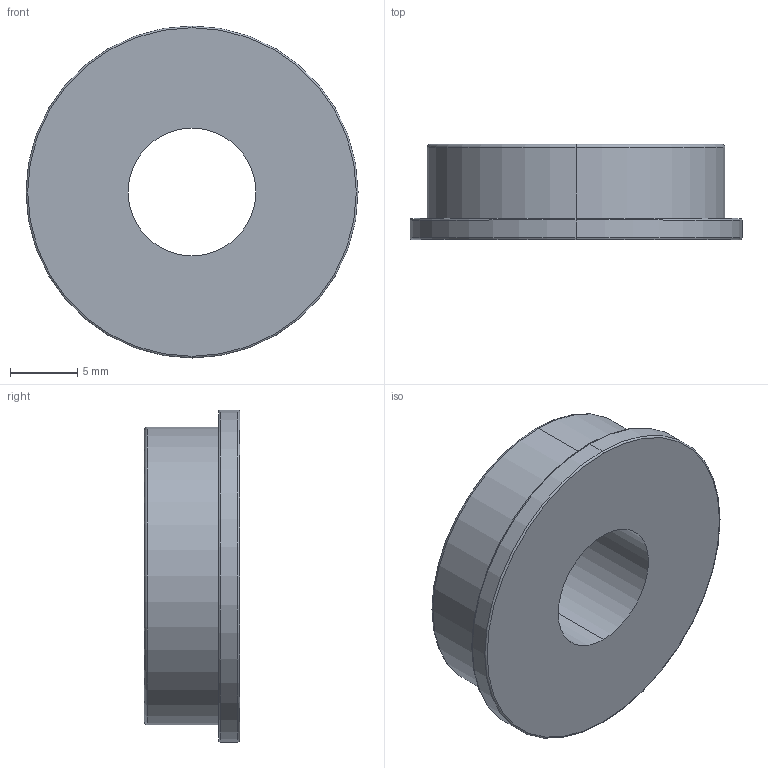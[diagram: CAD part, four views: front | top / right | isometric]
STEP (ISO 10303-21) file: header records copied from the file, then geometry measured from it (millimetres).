
FILE_DESCRIPTION (( 'STEP AP214' ), '1' );
FILE_NAME ('am-0028 00.375'''' id Flanged, Shielded Ball Bearing (FR6ZZ).STEP', '2014-08-20T20:27:01', ( '' ), ( '' ), 'SwSTEP 2.0', 'SolidWorks 2014', '' );
FILE_SCHEMA (( 'AUTOMOTIVE_DESIGN' ));
Length unit declared in the file: inch
Products named in the file (1): am-0028 00.375'''' id Flanged, Shielded Ball Bearing (FR6ZZ)
Bounding box: 24.77 x 7.11 x 24.77 mm (x, y, z)
Volume: 2398.4 mm3; surface area: 1526.7 mm2
Topology: 1 solids, 1 shells, 15 faces, 30 edges, 18 vertices
Faces by surface type: torus 6, cylinder 6, plane 3
Entity records: 444 total; most frequent: DIRECTION 86, CARTESIAN_POINT 64, ORIENTED_EDGE 60, AXIS2_PLACEMENT_3D 40, EDGE_CURVE 30, CIRCLE 24, EDGE_LOOP 18, VERTEX_POINT 18
